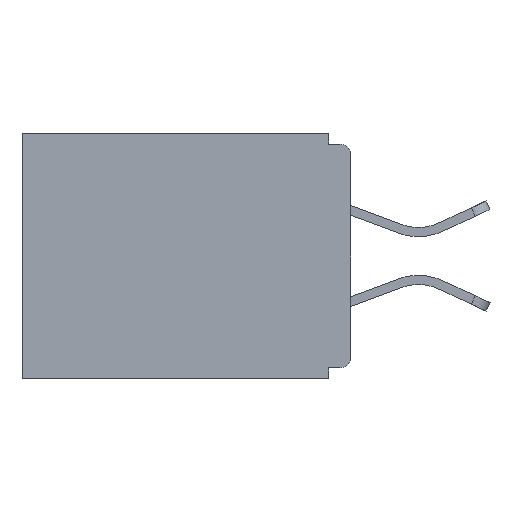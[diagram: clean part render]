
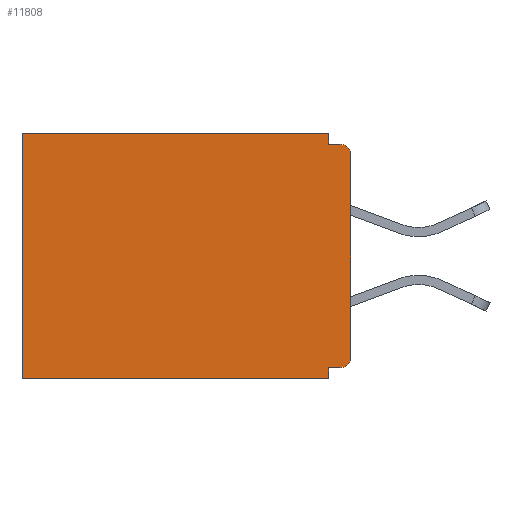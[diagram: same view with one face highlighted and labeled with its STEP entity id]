
A CAD part, left-side view. The second image highlights one B-rep face of the part: STEP entity #11808.
In plain terms, the highlighted planar face has unit normal (-1, 0, 0).
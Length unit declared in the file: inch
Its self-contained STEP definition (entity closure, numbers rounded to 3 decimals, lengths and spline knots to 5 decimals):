
#185 = EDGE_CURVE ( 'NONE', #1392, #1612, #2316, .T. ) ;
#334 = DIRECTION ( 'NONE',  ( 0., 0., -1. ) ) ;
#598 = EDGE_CURVE ( 'NONE', #13693, #8527, #5148, .T. ) ;
#664 = VECTOR ( 'NONE', #4681, 39.37008 ) ;
#678 = LINE ( 'NONE', #7974, #16318 ) ;
#835 = EDGE_CURVE ( 'NONE', #9319, #4107, #12394, .T. ) ;
#1007 = DIRECTION ( 'NONE',  ( 0., 0., -1. ) ) ;
#1290 = CARTESIAN_POINT ( 'NONE',  ( 0.298, 0., 0. ) ) ;
#1383 = CARTESIAN_POINT ( 'NONE',  ( 0.298, 0.015, -0.328 ) ) ;
#1392 = VERTEX_POINT ( 'NONE', #12361 ) ;
#1538 = EDGE_CURVE ( 'NONE', #12056, #10268, #13533, .T. ) ;
#1612 = VERTEX_POINT ( 'NONE', #10461 ) ;
#2073 = ORIENTED_EDGE ( 'NONE', *, *, #16581, .T. ) ;
#2303 = VECTOR ( 'NONE', #334, 39.37008 ) ;
#2307 = ORIENTED_EDGE ( 'NONE', *, *, #1538, .F. ) ;
#2316 = LINE ( 'NONE', #13831, #10440 ) ;
#2608 = CIRCLE ( 'NONE', #15620, 0.015 ) ;
#2903 = EDGE_CURVE ( 'NONE', #12416, #4107, #8880, .T. ) ;
#2932 = CARTESIAN_POINT ( 'NONE',  ( 0.298, 0.031, -0.328 ) ) ;
#2953 = EDGE_CURVE ( 'NONE', #1392, #12416, #4082, .T. ) ;
#3528 = CIRCLE ( 'NONE', #7721, 0.015 ) ;
#3922 = DIRECTION ( 'NONE',  ( 0., 0., -1. ) ) ;
#3930 = DIRECTION ( 'NONE',  ( 1., 0., 0. ) ) ;
#4082 = LINE ( 'NONE', #9772, #664 ) ;
#4107 = VERTEX_POINT ( 'NONE', #13189 ) ;
#4418 = CARTESIAN_POINT ( 'NONE',  ( 0.298, 0., -0.015 ) ) ;
#4681 = DIRECTION ( 'NONE',  ( 0., 1., 0. ) ) ;
#4691 = ORIENTED_EDGE ( 'NONE', *, *, #2903, .T. ) ;
#4953 = DIRECTION ( 'NONE',  ( 0., 0., -1. ) ) ;
#5148 = LINE ( 'NONE', #5695, #2303 ) ;
#5357 = ORIENTED_EDGE ( 'NONE', *, *, #835, .F. ) ;
#5695 = CARTESIAN_POINT ( 'NONE',  ( 0.298, 0., 0. ) ) ;
#6003 = CARTESIAN_POINT ( 'NONE',  ( 0.298, 0.46, 0. ) ) ;
#6026 = CARTESIAN_POINT ( 'NONE',  ( 0.298, 0.015, -0.015 ) ) ;
#6166 = ORIENTED_EDGE ( 'NONE', *, *, #2953, .T. ) ;
#6449 = CARTESIAN_POINT ( 'NONE',  ( 0.298, 0., -0.313 ) ) ;
#6450 = EDGE_CURVE ( 'NONE', #10268, #9319, #678, .T. ) ;
#6761 = CARTESIAN_POINT ( 'NONE',  ( 0.298, 0., -0.03 ) ) ;
#6897 = DIRECTION ( 'NONE',  ( -1., 0., 0. ) ) ;
#6935 = VECTOR ( 'NONE', #12280, 39.37008 ) ;
#6957 = VECTOR ( 'NONE', #12080, 39.37008 ) ;
#7493 = VECTOR ( 'NONE', #9827, 39.37008 ) ;
#7721 = AXIS2_PLACEMENT_3D ( 'NONE', #16082, #6897, #10963 ) ;
#7974 = CARTESIAN_POINT ( 'NONE',  ( 0.298, 0.031, -0.343 ) ) ;
#8527 = VERTEX_POINT ( 'NONE', #6449 ) ;
#8681 = VERTEX_POINT ( 'NONE', #6026 ) ;
#8880 = LINE ( 'NONE', #6003, #7493 ) ;
#8983 = PLANE ( 'NONE',  #15188 ) ;
#9319 = VERTEX_POINT ( 'NONE', #14048 ) ;
#9772 = CARTESIAN_POINT ( 'NONE',  ( 0.298, 0., 0. ) ) ;
#9827 = DIRECTION ( 'NONE',  ( 0., 0., -1. ) ) ;
#9844 = ORIENTED_EDGE ( 'NONE', *, *, #185, .F. ) ;
#10268 = VERTEX_POINT ( 'NONE', #2932 ) ;
#10393 = EDGE_CURVE ( 'NONE', #1612, #8681, #16385, .T. ) ;
#10411 = VECTOR ( 'NONE', #10819, 39.37008 ) ;
#10440 = VECTOR ( 'NONE', #1007, 39.37008 ) ;
#10461 = CARTESIAN_POINT ( 'NONE',  ( 0.298, 0.031, -0.015 ) ) ;
#10575 = ORIENTED_EDGE ( 'NONE', *, *, #6450, .F. ) ;
#10819 = DIRECTION ( 'NONE',  ( 0., 1., 0. ) ) ;
#10834 = CARTESIAN_POINT ( 'NONE',  ( 0.298, 0., -0.328 ) ) ;
#10963 = DIRECTION ( 'NONE',  ( 0., 0., -1. ) ) ;
#11046 = EDGE_LOOP ( 'NONE', ( #2073, #11628, #9844, #6166, #4691, #5357, #10575, #2307, #12342, #11270 ) ) ;
#11270 = ORIENTED_EDGE ( 'NONE', *, *, #598, .F. ) ;
#11598 = CARTESIAN_POINT ( 'NONE',  ( 0.298, 0.46, 0. ) ) ;
#11628 = ORIENTED_EDGE ( 'NONE', *, *, #10393, .F. ) ;
#11808 = ADVANCED_FACE ( 'NONE', ( #12093 ), #8983, .F. ) ;
#12056 = VERTEX_POINT ( 'NONE', #1383 ) ;
#12080 = DIRECTION ( 'NONE',  ( 0., -1., 0. ) ) ;
#12093 = FACE_OUTER_BOUND ( 'NONE', #11046, .T. ) ;
#12280 = DIRECTION ( 'NONE',  ( 0., 1., 0. ) ) ;
#12342 = ORIENTED_EDGE ( 'NONE', *, *, #14642, .T. ) ;
#12361 = CARTESIAN_POINT ( 'NONE',  ( 0.298, 0.031, 0. ) ) ;
#12394 = LINE ( 'NONE', #14529, #10411 ) ;
#12416 = VERTEX_POINT ( 'NONE', #11598 ) ;
#12491 = DIRECTION ( 'NONE',  ( -1., 0., 0. ) ) ;
#13189 = CARTESIAN_POINT ( 'NONE',  ( 0.298, 0.46, -0.343 ) ) ;
#13533 = LINE ( 'NONE', #10834, #6935 ) ;
#13693 = VERTEX_POINT ( 'NONE', #6761 ) ;
#13831 = CARTESIAN_POINT ( 'NONE',  ( 0.298, 0.031, -0.343 ) ) ;
#14048 = CARTESIAN_POINT ( 'NONE',  ( 0.298, 0.031, -0.343 ) ) ;
#14173 = DIRECTION ( 'NONE',  ( 0., 0., -1. ) ) ;
#14529 = CARTESIAN_POINT ( 'NONE',  ( 0.298, 0., -0.343 ) ) ;
#14642 = EDGE_CURVE ( 'NONE', #12056, #8527, #3528, .T. ) ;
#15188 = AXIS2_PLACEMENT_3D ( 'NONE', #1290, #3930, #14173 ) ;
#15620 = AXIS2_PLACEMENT_3D ( 'NONE', #16282, #12491, #4953 ) ;
#16082 = CARTESIAN_POINT ( 'NONE',  ( 0.298, 0.015, -0.313 ) ) ;
#16282 = CARTESIAN_POINT ( 'NONE',  ( 0.298, 0.015, -0.03 ) ) ;
#16318 = VECTOR ( 'NONE', #3922, 39.37008 ) ;
#16385 = LINE ( 'NONE', #4418, #6957 ) ;
#16581 = EDGE_CURVE ( 'NONE', #13693, #8681, #2608, .T. ) ;
